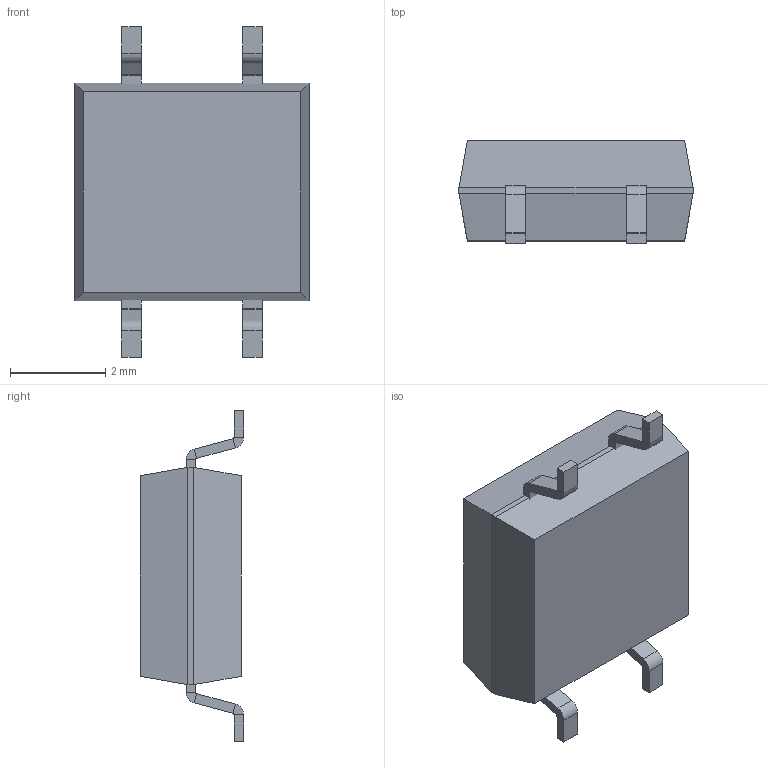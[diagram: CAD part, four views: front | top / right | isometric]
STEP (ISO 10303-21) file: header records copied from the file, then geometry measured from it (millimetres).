
FILE_DESCRIPTION (( 'STEP AP214' ), '1' );
FILE_NAME ('SOP-4V2.STEP', '2015-12-12T22:21:20', ( '' ), ( '' ), 'SwSTEP 2.0', 'SolidWorks 2015', '' );
FILE_SCHEMA (( 'AUTOMOTIVE_DESIGN' ));
Length unit declared in the file: millimetre
Products named in the file (2): SOP-4V2
Bounding box: 4.92 x 2.17 x 6.95 mm (x, y, z)
Volume: 47.2 mm3; surface area: 113.2 mm2
Topology: 2 solids, 2 shells, 95 faces, 198 edges, 108 vertices
Faces by surface type: plane 77, cylinder 18
Entity records: 2657 total; most frequent: DIRECTION 428, CARTESIAN_POINT 403, ORIENTED_EDGE 396, EDGE_CURVE 198, VECTOR 162, LINE 162, AXIS2_PLACEMENT_3D 133, VERTEX_POINT 108
